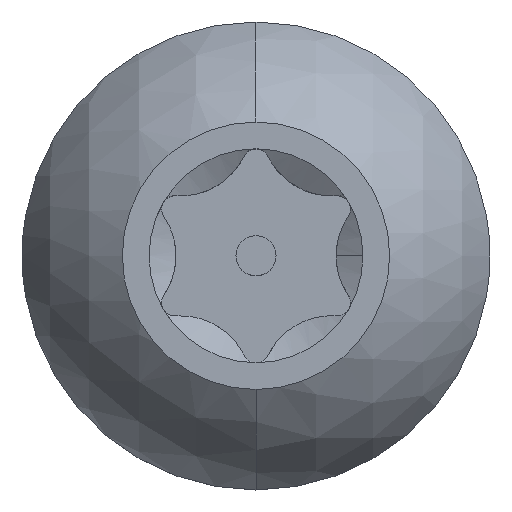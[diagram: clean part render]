
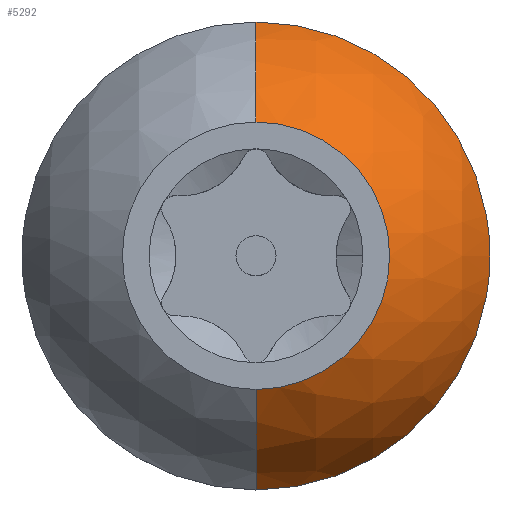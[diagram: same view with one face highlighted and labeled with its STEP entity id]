
A CAD part, top view. The second image highlights one B-rep face of the part: STEP entity #5292.
In plain terms, the highlighted spherical face has radius 5.585 mm.
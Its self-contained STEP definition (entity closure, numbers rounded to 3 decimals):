
#29 = DIRECTION ( 'NONE',  ( 0., -1., 0. ) ) ;
#122 = DIRECTION ( 'NONE',  ( 1., 0., 0. ) ) ;
#142 = DIRECTION ( 'NONE',  ( 0., 1., 0. ) ) ;
#244 = DIRECTION ( 'NONE',  ( 1., 0., 0. ) ) ;
#305 = CIRCLE ( 'NONE', #5522, 5.25 ) ;
#349 = VERTEX_POINT ( 'NONE', #4660 ) ;
#462 = EDGE_CURVE ( 'NONE', #5305, #1922, #305, .T. ) ;
#620 = ORIENTED_EDGE ( 'NONE', *, *, #2928, .T. ) ;
#696 = DIRECTION ( 'NONE',  ( 0., -1., 0. ) ) ;
#1298 = CARTESIAN_POINT ( 'NONE',  ( 5.25, 0., 0.495 ) ) ;
#1329 = CIRCLE ( 'NONE', #5592, 5.585 ) ;
#1521 = FACE_OUTER_BOUND ( 'NONE', #3404, .T. ) ;
#1818 = DIRECTION ( 'NONE',  ( 0., 0., 1. ) ) ;
#1922 = VERTEX_POINT ( 'NONE', #1298 ) ;
#1985 = AXIS2_PLACEMENT_3D ( 'NONE', #5230, #6414, #244 ) ;
#2598 = CARTESIAN_POINT ( 'NONE',  ( 0., 5.25, 0.495 ) ) ;
#2703 = ORIENTED_EDGE ( 'NONE', *, *, #462, .T. ) ;
#2928 = EDGE_CURVE ( 'NONE', #5672, #349, #1329, .T. ) ;
#3404 = EDGE_LOOP ( 'NONE', ( #2703, #6874, #620, #4858, #4688 ) ) ;
#3408 = CARTESIAN_POINT ( 'NONE',  ( 0., 0., -1.411 ) ) ;
#3454 = DIRECTION ( 'NONE',  ( 1., 0., 0. ) ) ;
#3462 = CARTESIAN_POINT ( 'NONE',  ( 0., 0., 3.3 ) ) ;
#3582 = CARTESIAN_POINT ( 'NONE',  ( 0., -3., 3.3 ) ) ;
#3803 = AXIS2_PLACEMENT_3D ( 'NONE', #5565, #5542, #29 ) ;
#3882 = VERTEX_POINT ( 'NONE', #3582 ) ;
#4660 = CARTESIAN_POINT ( 'NONE',  ( 0., 3., 3.3 ) ) ;
#4672 = EDGE_CURVE ( 'NONE', #3882, #349, #6293, .T. ) ;
#4688 = ORIENTED_EDGE ( 'NONE', *, *, #6837, .F. ) ;
#4752 = EDGE_CURVE ( 'NONE', #1922, #5672, #4792, .T. ) ;
#4792 = CIRCLE ( 'NONE', #1985, 5.25 ) ;
#4858 = ORIENTED_EDGE ( 'NONE', *, *, #4672, .F. ) ;
#5230 = CARTESIAN_POINT ( 'NONE',  ( 0., 0., 0.495 ) ) ;
#5292 = ADVANCED_FACE ( 'NONE', ( #1521 ), #6746, .T. ) ;
#5305 = VERTEX_POINT ( 'NONE', #5656 ) ;
#5312 = DIRECTION ( 'NONE',  ( 1., 0., 0. ) ) ;
#5468 = AXIS2_PLACEMENT_3D ( 'NONE', #3462, #1818, #6886 ) ;
#5522 = AXIS2_PLACEMENT_3D ( 'NONE', #5903, #6463, #5312 ) ;
#5542 = DIRECTION ( 'NONE',  ( -1., 0., 0. ) ) ;
#5565 = CARTESIAN_POINT ( 'NONE',  ( 0., 0., -1.411 ) ) ;
#5592 = AXIS2_PLACEMENT_3D ( 'NONE', #5628, #3454, #142 ) ;
#5628 = CARTESIAN_POINT ( 'NONE',  ( 0., 0., -1.411 ) ) ;
#5656 = CARTESIAN_POINT ( 'NONE',  ( 0., -5.25, 0.495 ) ) ;
#5672 = VERTEX_POINT ( 'NONE', #2598 ) ;
#5903 = CARTESIAN_POINT ( 'NONE',  ( 0., 0., 0.495 ) ) ;
#6293 = CIRCLE ( 'NONE', #5468, 3. ) ;
#6414 = DIRECTION ( 'NONE',  ( 0., 0., 1. ) ) ;
#6463 = DIRECTION ( 'NONE',  ( 0., 0., 1. ) ) ;
#6746 = SPHERICAL_SURFACE ( 'NONE', #7097, 5.585 ) ;
#6837 = EDGE_CURVE ( 'NONE', #5305, #3882, #7175, .T. ) ;
#6874 = ORIENTED_EDGE ( 'NONE', *, *, #4752, .T. ) ;
#6886 = DIRECTION ( 'NONE',  ( 1., 0., 0. ) ) ;
#7097 = AXIS2_PLACEMENT_3D ( 'NONE', #3408, #122, #696 ) ;
#7175 = CIRCLE ( 'NONE', #3803, 5.585 ) ;
